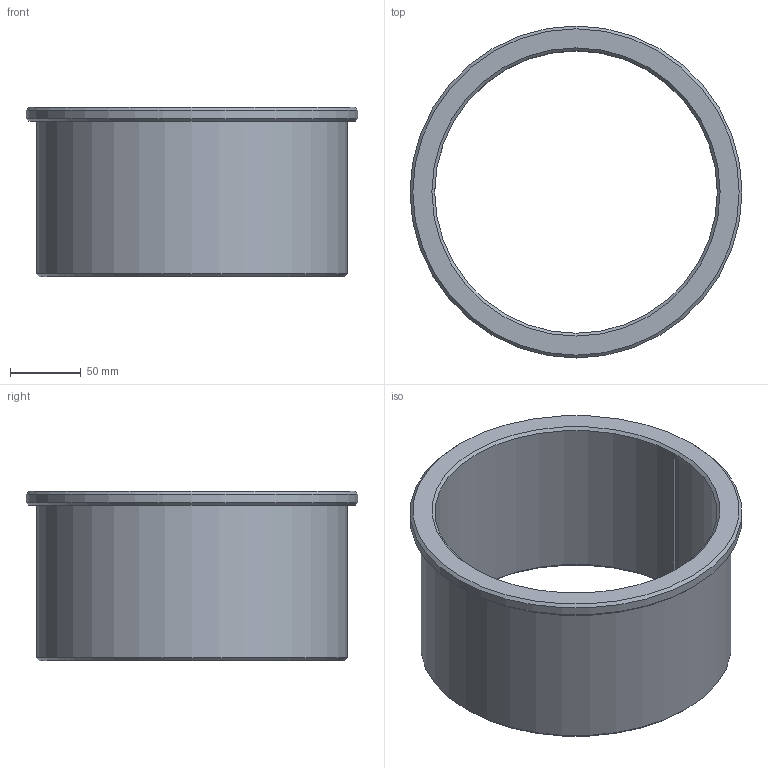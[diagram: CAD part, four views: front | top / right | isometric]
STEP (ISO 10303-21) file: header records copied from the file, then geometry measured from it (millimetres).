
FILE_DESCRIPTION(('STEP AP203'),'1');
FILE_NAME('590-LMF200120.stp','2016-12-28T11:47:41',(' '),(' '),'Spatial InterOp 3D',' ',' ');
FILE_SCHEMA(('CONFIG_CONTROL_DESIGN'));
Length unit declared in the file: metre
Products named in the file (2): 590-LMF200x120
Assembly tree (1 placements, depth 2):
  (unnamed)
    590-LMF200x120
Bounding box: 235 x 235 x 120 mm (x, y, z)
Volume: 836940.7 mm3; surface area: 179279.7 mm2
Topology: 1 solids, 1 shells, 16 faces, 31 edges, 19 vertices
Faces by surface type: plane 6, cylinder 5, cone 5
Full cylindrical faces by diameter (mm): 200 x1, 220 x1, 235 x1
Entity records: 534 total; most frequent: CARTESIAN_POINT 126, DIRECTION 70, ORIENTED_EDGE 46, AXIS2_PLACEMENT_3D 31, EDGE_LOOP 28, EDGE_CURVE 23, FACE_OUTER_BOUND 19, VERTEX_POINT 19
